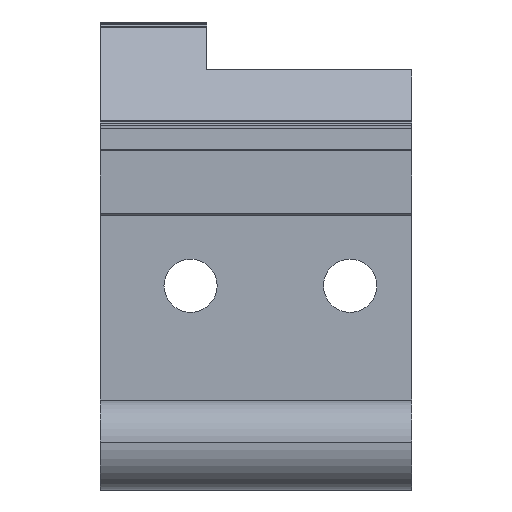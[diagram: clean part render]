
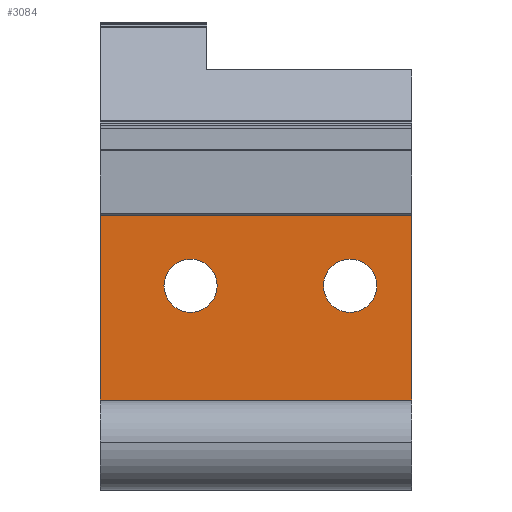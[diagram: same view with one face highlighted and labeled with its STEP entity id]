
A CAD part, left-side view. The second image highlights one B-rep face of the part: STEP entity #3084.
In plain terms, the highlighted planar face has unit normal (-1, 0, 0).
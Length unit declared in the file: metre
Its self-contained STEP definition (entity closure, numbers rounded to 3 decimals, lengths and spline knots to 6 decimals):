
#43=CIRCLE('',#3290,0.0025);
#44=CIRCLE('',#3291,0.0025);
#159=LINE('',#4283,#465);
#235=LINE('',#4627,#541);
#277=LINE('',#4759,#583);
#278=LINE('',#4761,#584);
#465=VECTOR('',#3448,1.);
#541=VECTOR('',#3576,1.);
#583=VECTOR('',#3670,1.);
#584=VECTOR('',#3673,1.);
#1024=ORIENTED_EDGE('',*,*,#1899,.T.);
#1025=ORIENTED_EDGE('',*,*,#1840,.T.);
#1026=ORIENTED_EDGE('',*,*,#1900,.F.);
#1027=ORIENTED_EDGE('',*,*,#1732,.F.);
#1028=ORIENTED_EDGE('',*,*,#1901,.F.);
#1029=ORIENTED_EDGE('',*,*,#1902,.F.);
#1732=EDGE_CURVE('',#2199,#2200,#159,.T.);
#1840=EDGE_CURVE('',#2296,#2297,#235,.T.);
#1899=EDGE_CURVE('',#2199,#2296,#277,.T.);
#1900=EDGE_CURVE('',#2200,#2297,#278,.T.);
#1901=EDGE_CURVE('',#2338,#2338,#43,.T.);
#1902=EDGE_CURVE('',#2339,#2339,#44,.T.);
#2199=VERTEX_POINT('',#4282);
#2200=VERTEX_POINT('',#4284);
#2296=VERTEX_POINT('',#4628);
#2297=VERTEX_POINT('',#4629);
#2338=VERTEX_POINT('',#4763);
#2339=VERTEX_POINT('',#4765);
#2604=EDGE_LOOP('',(#1024,#1025,#1026,#1027));
#2605=EDGE_LOOP('',(#1028));
#2606=EDGE_LOOP('',(#1029));
#2797=FACE_BOUND('',#2604,.T.);
#2798=FACE_BOUND('',#2605,.T.);
#2799=FACE_BOUND('',#2606,.T.);
#2967=PLANE('',#3289);
#3084=ADVANCED_FACE('',(#2797,#2798,#2799),#2967,.F.);
#3289=AXIS2_PLACEMENT_3D('',#4760,#3671,#3672);
#3290=AXIS2_PLACEMENT_3D('',#4762,#3674,#3675);
#3291=AXIS2_PLACEMENT_3D('',#4764,#3676,#3677);
#3448=DIRECTION('',(0.,0.,1.));
#3576=DIRECTION('',(0.,0.,1.));
#3670=DIRECTION('',(0.,-1.,0.));
#3671=DIRECTION('',(1.,0.,0.));
#3672=DIRECTION('',(0.,0.,-1.));
#3673=DIRECTION('',(0.,-1.,0.));
#3674=DIRECTION('',(-1.,0.,0.));
#3675=DIRECTION('',(0.,0.,1.));
#3676=DIRECTION('',(-1.,0.,0.));
#3677=DIRECTION('',(0.,0.,1.));
#4282=CARTESIAN_POINT('',(0.0482,-0.18175,0.00995));
#4283=CARTESIAN_POINT('',(0.0482,-0.18175,0.01975));
#4284=CARTESIAN_POINT('',(0.0482,-0.18175,0.02955));
#4627=CARTESIAN_POINT('',(0.0482,-0.21105,0.02955));
#4628=CARTESIAN_POINT('',(0.0482,-0.21105,0.00995));
#4629=CARTESIAN_POINT('',(0.0482,-0.21105,0.02955));
#4759=CARTESIAN_POINT('',(0.0482,-0.18175,0.00995));
#4760=CARTESIAN_POINT('',(0.0482,-0.18175,0.02955));
#4761=CARTESIAN_POINT('',(0.0482,-0.18175,0.02955));
#4762=CARTESIAN_POINT('',(0.0482,-0.19025,0.02295));
#4763=CARTESIAN_POINT('',(0.0482,-0.19025,0.02545));
#4764=CARTESIAN_POINT('',(0.0482,-0.20525,0.02295));
#4765=CARTESIAN_POINT('',(0.0482,-0.20525,0.02545));
